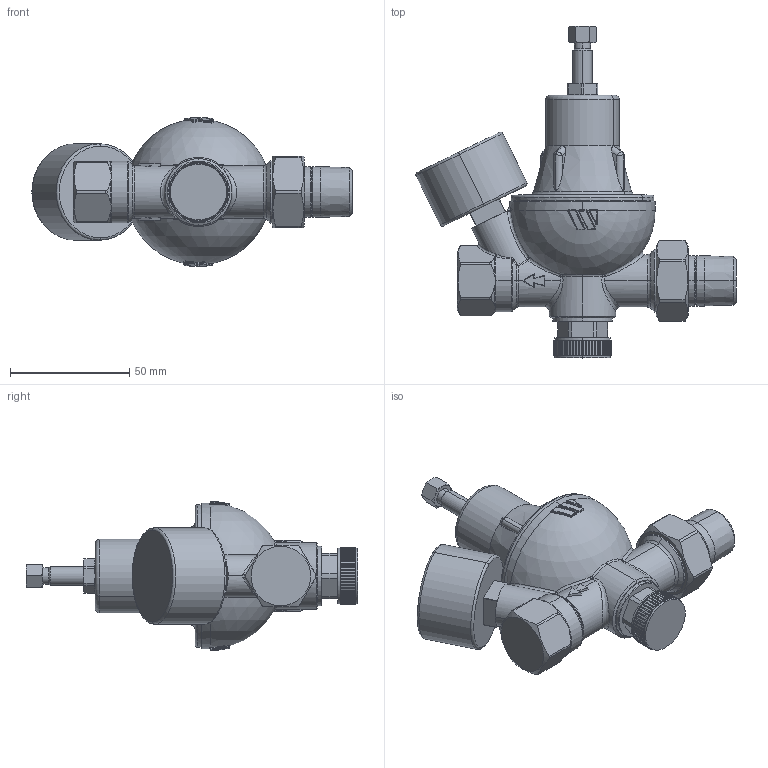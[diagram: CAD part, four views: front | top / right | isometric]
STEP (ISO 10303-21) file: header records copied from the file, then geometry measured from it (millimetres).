
FILE_DESCRIPTION (( 'STEP AP203' ), '1' );
FILE_NAME ('3110C12.STEP', '2023-03-23T07:32:53', ( '' ), ( '' ), 'SwSTEP 2.0', 'SolidWorks 2021', '' );
FILE_SCHEMA (( 'CONFIG_CONTROL_DESIGN' ));
Length unit declared in the file: millimetre
Products named in the file (1): 3110C12
Bounding box: 134.47 x 139.37 x 62.6 mm (x, y, z)
Volume: 214933.1 mm3; surface area: 31359.1 mm2
Topology: 1 solids, 1 shells, 756 faces, 1820 edges, 1122 vertices
Faces by surface type: plane 327, cylinder 158, bspline 81, torus 80, cone 64, sphere 46
Entity records: 25152 total; most frequent: CARTESIAN_POINT 7999, ORIENTED_EDGE 3602, DIRECTION 3586, EDGE_CURVE 1801, AXIS2_PLACEMENT_3D 1444, VERTEX_POINT 1115, EDGE_LOOP 824, CIRCLE 768
